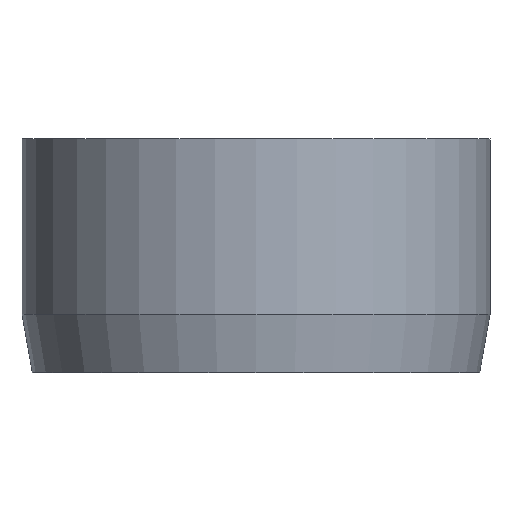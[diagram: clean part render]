
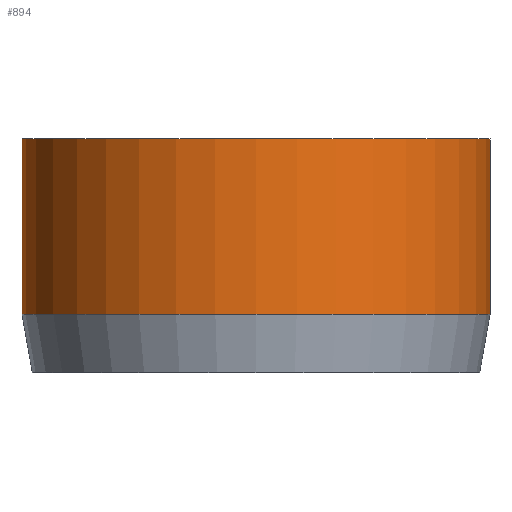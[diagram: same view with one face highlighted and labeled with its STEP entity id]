
A CAD part, front view. The second image highlights one B-rep face of the part: STEP entity #894.
In plain terms, the highlighted cylindrical face has radius 6 mm (diameter 12 mm), a partial arc.
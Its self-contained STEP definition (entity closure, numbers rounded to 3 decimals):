
#12 = CARTESIAN_POINT ( 'NONE',  ( 6., 0., 1.5 ) ) ;
#26 = DIRECTION ( 'NONE',  ( -1., 0., 0. ) ) ;
#35 = CARTESIAN_POINT ( 'NONE',  ( 6., 0., 6. ) ) ;
#116 = VERTEX_POINT ( 'NONE', #12 ) ;
#123 = DIRECTION ( 'NONE',  ( 0., 0., -1. ) ) ;
#150 = DIRECTION ( 'NONE',  ( 1., 0., 0. ) ) ;
#158 = DIRECTION ( 'NONE',  ( 0., 0., 1. ) ) ;
#162 = CARTESIAN_POINT ( 'NONE',  ( 0., 0., 1.5 ) ) ;
#194 = VERTEX_POINT ( 'NONE', #228 ) ;
#228 = CARTESIAN_POINT ( 'NONE',  ( -6., 0., 6. ) ) ;
#325 = VECTOR ( 'NONE', #123, 1000. ) ;
#333 = EDGE_CURVE ( 'NONE', #348, #116, #840, .T. ) ;
#348 = VERTEX_POINT ( 'NONE', #521 ) ;
#355 = AXIS2_PLACEMENT_3D ( 'NONE', #477, #1058, #564 ) ;
#400 = VECTOR ( 'NONE', #546, 1000. ) ;
#477 = CARTESIAN_POINT ( 'NONE',  ( 0., 0., 6. ) ) ;
#521 = CARTESIAN_POINT ( 'NONE',  ( -6., 0., 1.5 ) ) ;
#533 = AXIS2_PLACEMENT_3D ( 'NONE', #647, #722, #26 ) ;
#546 = DIRECTION ( 'NONE',  ( 0., 0., -1. ) ) ;
#556 = CYLINDRICAL_SURFACE ( 'NONE', #533, 6. ) ;
#564 = DIRECTION ( 'NONE',  ( 1., 0., 0. ) ) ;
#589 = CIRCLE ( 'NONE', #355, 6. ) ;
#619 = LINE ( 'NONE', #963, #400 ) ;
#647 = CARTESIAN_POINT ( 'NONE',  ( 0., 0., 6. ) ) ;
#668 = AXIS2_PLACEMENT_3D ( 'NONE', #162, #158, #150 ) ;
#693 = EDGE_LOOP ( 'NONE', ( #838, #745, #920, #1007 ) ) ;
#722 = DIRECTION ( 'NONE',  ( 0., 0., -1. ) ) ;
#745 = ORIENTED_EDGE ( 'NONE', *, *, #900, .F. ) ;
#804 = LINE ( 'NONE', #35, #325 ) ;
#837 = FACE_OUTER_BOUND ( 'NONE', #693, .T. ) ;
#838 = ORIENTED_EDGE ( 'NONE', *, *, #908, .F. ) ;
#840 = CIRCLE ( 'NONE', #668, 6. ) ;
#894 = ADVANCED_FACE ( 'NONE', ( #837 ), #556, .T. ) ;
#900 = EDGE_CURVE ( 'NONE', #194, #1031, #589, .T. ) ;
#908 = EDGE_CURVE ( 'NONE', #1031, #116, #804, .T. ) ;
#920 = ORIENTED_EDGE ( 'NONE', *, *, #1078, .T. ) ;
#963 = CARTESIAN_POINT ( 'NONE',  ( -6., 0., 6. ) ) ;
#1007 = ORIENTED_EDGE ( 'NONE', *, *, #333, .T. ) ;
#1031 = VERTEX_POINT ( 'NONE', #1088 ) ;
#1058 = DIRECTION ( 'NONE',  ( 0., 0., 1. ) ) ;
#1078 = EDGE_CURVE ( 'NONE', #194, #348, #619, .T. ) ;
#1088 = CARTESIAN_POINT ( 'NONE',  ( 6., 0., 6. ) ) ;
